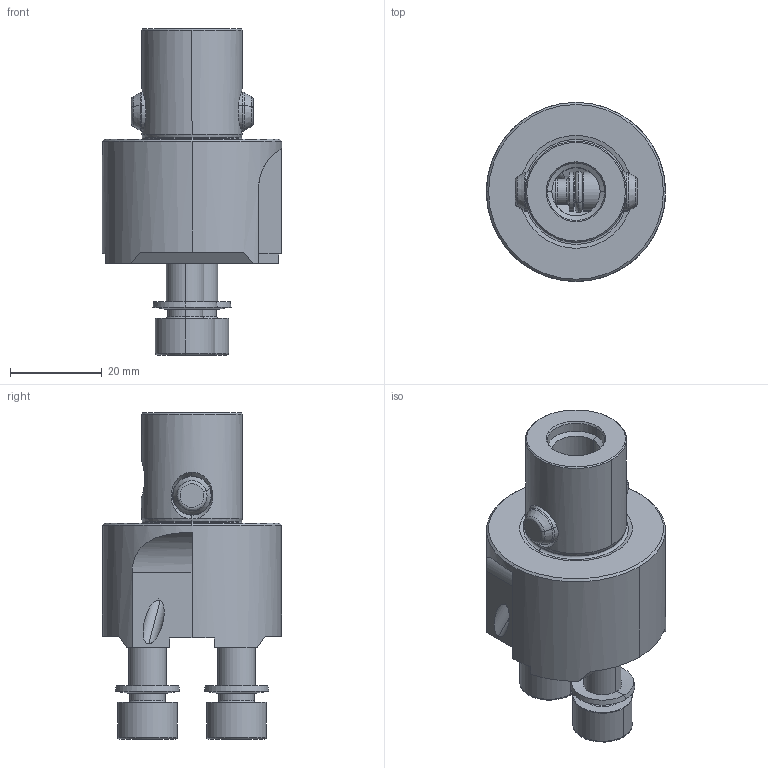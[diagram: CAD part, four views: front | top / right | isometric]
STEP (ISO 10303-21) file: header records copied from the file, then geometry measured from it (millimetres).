
FILE_DESCRIPTION(('no description'),'unknown implementation level');
FILE_NAME('EE05BF9B-DBE8-493C-B224-8B2181BABD4E_export.stp',' ',('CIMSOURCE GmbH'),('CADClick - KiM GmbH - www.kimweb.de'),'unknown preprocess','ACIS','unknown authorization');
FILE_SCHEMA(('automotive_design'));
Length unit declared in the file: millimetre
Products named in the file (7): 315.401 Kaiser TWN 41-54(66) X CK4|315.450 Kaiser ETL M8_8.15 X 29_Standard;NONE; 315.401 Kaiser TWN 41-54(66) X CK4|315.430 Kaiser TW 41-66 X CK4B_Standard;NONE; 315.401 Kaiser TWN 41-54(66) X CK4|693.183 Kaiser ETL �8.4_14L 10S_Standard;NONE; 315.401 Kaiser TWN 41-54(66) X CK4|691.504 Kaiser ETL �8,5 X 27K_Standard|692.286 O-Ring 6x1.5_Standard;NONE; 315.401 Kaiser TWN 41-54(66) X CK4|691.504 Kaiser ETL �8,5 X 27K_Standard|691.524_Standard;NONE
Bounding box: 39 x 39 x 71 mm (x, y, z)
Volume: 38625.7 mm3; surface area: 14394.3 mm2
Topology: 7 solids, 7 shells, 239 faces, 531 edges, 303 vertices
Faces by surface type: cone 84, cylinder 72, plane 47, torus 36
Entity records: 13209 total; most frequent: CARTESIAN_POINT 1756, DIRECTION 1221, STYLED_ITEM 1063, PRESENTATION_STYLE_ASSIGNMENT 1063, COLOUR_RGB 1063, ORIENTED_EDGE 1042, EDGE_CURVE 521, CURVE_STYLE 521
